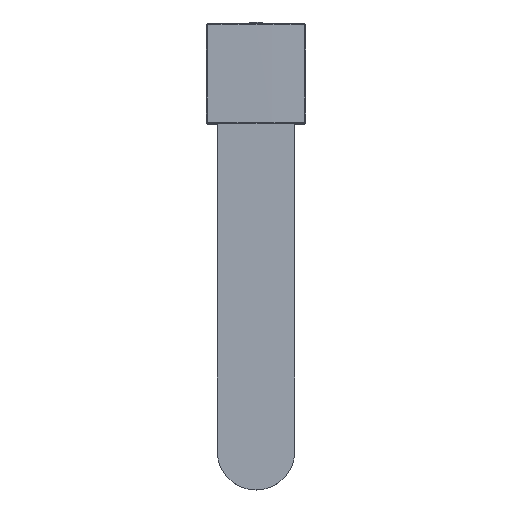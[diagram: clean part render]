
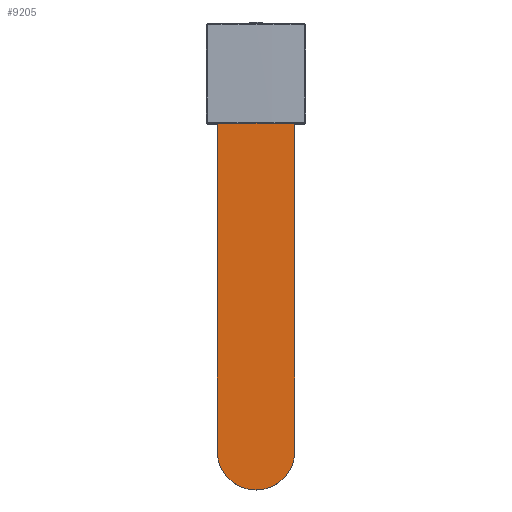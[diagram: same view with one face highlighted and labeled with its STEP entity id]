
A CAD part, top view. The second image highlights one B-rep face of the part: STEP entity #9205.
In plain terms, the highlighted planar face has unit normal (0, 0, 1).
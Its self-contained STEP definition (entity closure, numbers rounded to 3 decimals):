
#9140=CARTESIAN_POINT('Axis2P3D Location',(0.,150.,301.5)) ;
#9145=CARTESIAN_POINT('Axis2P3D Location',(0.,150.,301.5)) ;
#9149=CARTESIAN_POINT('Vertex',(17.5,150.,301.5)) ;
#9151=CARTESIAN_POINT('Vertex',(-17.5,150.,301.5)) ;
#9154=CARTESIAN_POINT('Line Origine',(-17.5,65.,301.5)) ;
#9158=CARTESIAN_POINT('Vertex',(-17.5,-20.,301.5)) ;
#9161=CARTESIAN_POINT('Axis2P3D Location',(0.,-20.,301.5)) ;
#9165=CARTESIAN_POINT('Vertex',(17.5,-20.,301.5)) ;
#9168=CARTESIAN_POINT('Line Origine',(17.5,65.,301.5)) ;
#9179=CARTESIAN_POINT('Axis2P3D Location',(0.,150.,301.5)) ;
#9183=CARTESIAN_POINT('Vertex',(0.,163.75,301.5)) ;
#9185=CARTESIAN_POINT('Vertex',(0.,136.25,301.5)) ;
#9188=CARTESIAN_POINT('Axis2P3D Location',(0.,150.,301.5)) ;
#9192=CARTESIAN_POINT('Vertex',(-11.908,143.125,301.5)) ;
#9195=CARTESIAN_POINT('Axis2P3D Location',(0.,150.,301.5)) ;
#9156=VECTOR('Line Direction',#9155,1.) ;
#9170=VECTOR('Line Direction',#9169,1.) ;
#9141=DIRECTION('Axis2P3D Direction',(0.,-0.,1.)) ;
#9142=DIRECTION('Axis2P3D XDirection',(0.,1.,0.)) ;
#9146=DIRECTION('Axis2P3D Direction',(0.,-0.,1.)) ;
#9155=DIRECTION('Vector Direction',(0.,1.,0.)) ;
#9162=DIRECTION('Axis2P3D Direction',(0.,-0.,1.)) ;
#9169=DIRECTION('Vector Direction',(0.,-1.,0.)) ;
#9180=DIRECTION('Axis2P3D Direction',(0.,-0.,1.)) ;
#9189=DIRECTION('Axis2P3D Direction',(0.,-0.,1.)) ;
#9196=DIRECTION('Axis2P3D Direction',(0.,-0.,1.)) ;
#9143=AXIS2_PLACEMENT_3D('Plane Axis2P3D',#9140,#9141,#9142) ;
#9147=AXIS2_PLACEMENT_3D('Circle Axis2P3D',#9145,#9146,$) ;
#9163=AXIS2_PLACEMENT_3D('Circle Axis2P3D',#9161,#9162,$) ;
#9181=AXIS2_PLACEMENT_3D('Circle Axis2P3D',#9179,#9180,$) ;
#9190=AXIS2_PLACEMENT_3D('Circle Axis2P3D',#9188,#9189,$) ;
#9197=AXIS2_PLACEMENT_3D('Circle Axis2P3D',#9195,#9196,$) ;
#9157=LINE('Line',#9154,#9156) ;
#9171=LINE('Line',#9168,#9170) ;
#9148=CIRCLE('generated circle',#9147,17.5) ;
#9164=CIRCLE('generated circle',#9163,17.5) ;
#9182=CIRCLE('generated circle',#9181,13.75) ;
#9191=CIRCLE('generated circle',#9190,13.75) ;
#9198=CIRCLE('generated circle',#9197,13.75) ;
#9144=PLANE('',#9143) ;
#9204=FACE_BOUND('',#9200,.T.) ;
#9153=EDGE_CURVE('',#9150,#9152,#9148,.T.) ;
#9160=EDGE_CURVE('',#9152,#9159,#9157,.F.) ;
#9167=EDGE_CURVE('',#9159,#9166,#9164,.T.) ;
#9172=EDGE_CURVE('',#9166,#9150,#9171,.F.) ;
#9187=EDGE_CURVE('',#9184,#9186,#9182,.F.) ;
#9194=EDGE_CURVE('',#9186,#9193,#9191,.F.) ;
#9199=EDGE_CURVE('',#9193,#9184,#9198,.F.) ;
#9174=ORIENTED_EDGE('',*,*,#9153,.T.) ;
#9175=ORIENTED_EDGE('',*,*,#9160,.T.) ;
#9176=ORIENTED_EDGE('',*,*,#9167,.T.) ;
#9177=ORIENTED_EDGE('',*,*,#9172,.T.) ;
#9201=ORIENTED_EDGE('',*,*,#9187,.T.) ;
#9202=ORIENTED_EDGE('',*,*,#9194,.T.) ;
#9203=ORIENTED_EDGE('',*,*,#9199,.T.) ;
#9173=EDGE_LOOP('',(#9174,#9175,#9176,#9177)) ;
#9200=EDGE_LOOP('',(#9201,#9202,#9203)) ;
#9150=VERTEX_POINT('',#9149) ;
#9152=VERTEX_POINT('',#9151) ;
#9159=VERTEX_POINT('',#9158) ;
#9166=VERTEX_POINT('',#9165) ;
#9184=VERTEX_POINT('',#9183) ;
#9186=VERTEX_POINT('',#9185) ;
#9193=VERTEX_POINT('',#9192) ;
#9205=ADVANCED_FACE('Superficie.204',(#9178,#9204),#9144,.T.) ;
#9178=FACE_OUTER_BOUND('',#9173,.T.) ;
